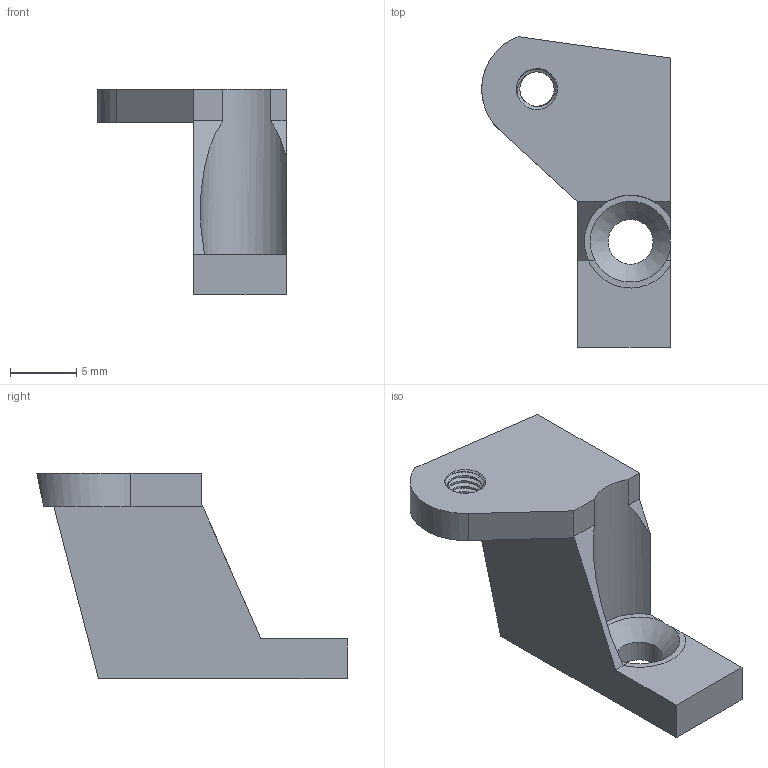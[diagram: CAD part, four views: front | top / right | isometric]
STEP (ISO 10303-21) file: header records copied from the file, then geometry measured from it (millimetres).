
FILE_DESCRIPTION(('FreeCAD Model'),'2;1');
FILE_NAME('Open CASCADE Shape Model','2023-06-04T16:50:11',(''),(''), 'Open CASCADE STEP processor 7.6','FreeCAD','Unknown');
FILE_SCHEMA(('AUTOMOTIVE_DESIGN { 1 0 10303 214 1 1 1 1 }'));
Length unit declared in the file: millimetre
Products named in the file (1): SubtractiveLoft007
Bounding box: 14.25 x 23.44 x 15.5 mm (x, y, z)
Volume: 1352.8 mm3; surface area: 1085.1 mm2
Topology: 1 solids, 1 shells, 48 faces, 116 edges, 69 vertices
Faces by surface type: bspline 19, plane 17, cylinder 9, cone 3
Full cylindrical faces by diameter (mm): 2.6 x4, 3.4 x1
Entity records: 6531 total; most frequent: CARTESIAN_POINT 4491, DIRECTION 265, ORIENTED_EDGE 232, PCURVE 232, DEFINITIONAL_REPRESENTATION 232, LINE 159, VECTOR 159, B_SPLINE_CURVE_WITH_KNOTS 152
